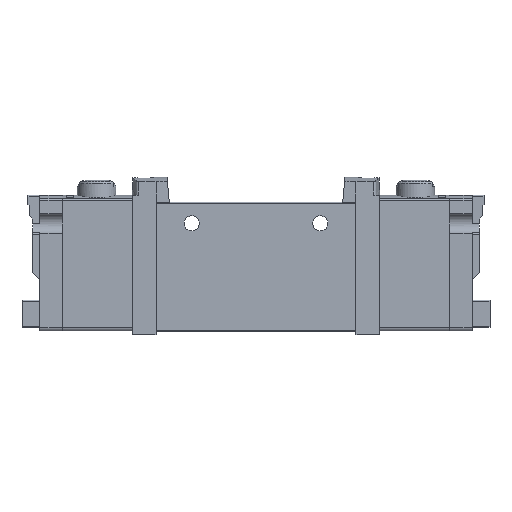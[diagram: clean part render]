
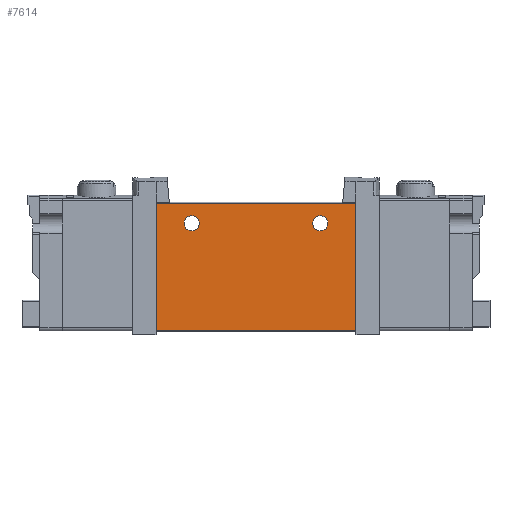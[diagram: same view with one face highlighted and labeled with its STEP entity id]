
A CAD part, top view. The second image highlights one B-rep face of the part: STEP entity #7614.
In plain terms, the highlighted planar face has unit normal (0, 0, 1).
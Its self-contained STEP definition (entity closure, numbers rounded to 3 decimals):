
#87=PLANE('',#8189);
#577=LINE('',#11625,#1407);
#616=LINE('',#11717,#1446);
#619=LINE('',#11725,#1449);
#622=LINE('',#11733,#1452);
#1407=VECTOR('',#9142,1000.);
#1446=VECTOR('',#9225,1000.);
#1449=VECTOR('',#9232,1000.);
#1452=VECTOR('',#9241,1000.);
#2507=ORIENTED_EDGE('',*,*,#4680,.F.);
#2508=ORIENTED_EDGE('',*,*,#4681,.F.);
#2509=ORIENTED_EDGE('',*,*,#4625,.T.);
#2510=ORIENTED_EDGE('',*,*,#4682,.F.);
#2511=ORIENTED_EDGE('',*,*,#4673,.F.);
#2512=ORIENTED_EDGE('',*,*,#4677,.T.);
#4625=EDGE_CURVE('',#5723,#5722,#577,.T.);
#4673=EDGE_CURVE('',#5753,#5754,#616,.T.);
#4677=EDGE_CURVE('',#5753,#5723,#619,.T.);
#4680=EDGE_CURVE('',#5757,#5757,#6327,.F.);
#4681=EDGE_CURVE('',#5758,#5758,#6328,.F.);
#4682=EDGE_CURVE('',#5754,#5722,#622,.T.);
#5722=VERTEX_POINT('',#11624);
#5723=VERTEX_POINT('',#11626);
#5753=VERTEX_POINT('',#11716);
#5754=VERTEX_POINT('',#11718);
#5757=VERTEX_POINT('',#11730);
#5758=VERTEX_POINT('',#11732);
#6327=CIRCLE('',#8190,1.6);
#6328=CIRCLE('',#8191,1.6);
#6539=EDGE_LOOP('',(#2507));
#6540=EDGE_LOOP('',(#2508));
#6541=EDGE_LOOP('',(#2509,#2510,#2511,#2512));
#7047=FACE_BOUND('',#6539,.T.);
#7048=FACE_BOUND('',#6540,.T.);
#7049=FACE_BOUND('',#6541,.T.);
#7614=ADVANCED_FACE('',(#7047,#7048,#7049),#87,.F.);
#8189=AXIS2_PLACEMENT_3D('',#11728,#9235,#9236);
#8190=AXIS2_PLACEMENT_3D('',#11729,#9237,#9238);
#8191=AXIS2_PLACEMENT_3D('',#11731,#9239,#9240);
#9142=DIRECTION('',(0.,-1.,0.));
#9225=DIRECTION('',(0.,-1.,0.));
#9232=DIRECTION('',(-1.,0.,0.));
#9235=DIRECTION('',(0.,0.,-1.));
#9236=DIRECTION('',(-1.,0.,0.));
#9237=DIRECTION('',(0.,0.,-1.));
#9238=DIRECTION('',(-1.,0.,0.));
#9239=DIRECTION('',(0.,0.,-1.));
#9240=DIRECTION('',(-1.,0.,0.));
#9241=DIRECTION('',(-1.,0.,0.));
#11624=CARTESIAN_POINT('',(-21.,0.,5.1));
#11625=CARTESIAN_POINT('',(-21.,26.7,5.1));
#11626=CARTESIAN_POINT('',(-21.,26.7,5.1));
#11716=CARTESIAN_POINT('',(21.,26.7,5.1));
#11717=CARTESIAN_POINT('',(21.,26.7,5.1));
#11718=CARTESIAN_POINT('',(21.,0.,5.1));
#11725=CARTESIAN_POINT('',(21.,26.7,5.1));
#11728=CARTESIAN_POINT('',(21.,26.7,5.1));
#11729=CARTESIAN_POINT('',(-13.5,22.6,5.1));
#11730=CARTESIAN_POINT('',(-15.1,22.6,5.1));
#11731=CARTESIAN_POINT('',(13.5,22.6,5.1));
#11732=CARTESIAN_POINT('',(11.9,22.6,5.1));
#11733=CARTESIAN_POINT('',(21.,0.,5.1));
